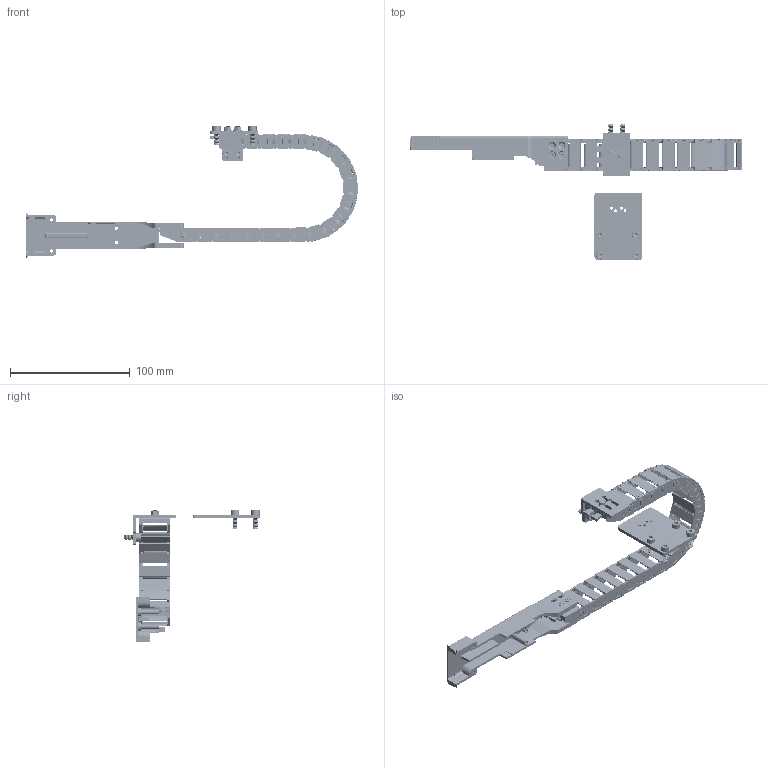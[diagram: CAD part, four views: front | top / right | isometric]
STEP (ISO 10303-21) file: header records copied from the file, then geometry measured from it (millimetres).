
FILE_DESCRIPTION (( 'STEP AP214' ), '1' );
FILE_NAME ('0186-2437_250305_GM51-23-TC-26x12.5.STEP', '2025-03-05T14:09:24', ( '' ), ( '' ), 'SwSTEP 2.0', 'SolidWorks 2024', '' );
FILE_SCHEMA (( 'AUTOMOTIVE_DESIGN' ));
Length unit declared in the file: millimetre
Products named in the file (14): 0160-4760_GM51k-23_SDR-TCS; 0230-0125_M3_3.2x7x0.5; 0230-0180_Zyl.-Schr_I-6kt_M4x12_8.8_v-b; 0230-0463_Lins.-Schr_I-6rd_M3x8_8.8_v-b; 0186-2437_250305_GM51-23-TC-26x12.5; 0230-0040_Zyl.-Schr_I-6kt_M4x10_8.8_v-b; 0230-0980_M3-6K-Mutter-Typ1; 0160-4743_MA!MI-MONO0130.20.28; 0160-4783_TC-26x12.5-35_GM50-23_Winkel Hub=95 Pos=Mitte; Rotativ; DM03-37; 0180-3256_Z01k-TCW-GM50; 0160-4744_KG-MONO0130.20.28; 0160-4742_FA!FI-MONO0130.20.28; 0230-1210_Senk.-Schr_I-6rd_M3x8_8.8_v-b; 0180-3374_Z01k-TCP-GM50-DM03-23
Assembly tree (44 placements, depth 3):
  0186-2437_250305_GM51-23-TC-26x12.5
    0160-4760_GM51k-23_SDR-TCS
    0160-4742_FA!FI-MONO0130.20.28
    0230-0980_M3-6K-Mutter-Typ1  x4
    0230-1210_Senk.-Schr_I-6rd_M3x8_8.8_v-b  x2
    0180-3256_Z01k-TCW-GM50
    0160-4783_TC-26x12.5-35_GM50-23_Winkel Hub=95 Pos=Mitte; Rotativ; DM03-37
      0160-4743_MA!MI-MONO0130.20.28
      0160-4744_KG-MONO0130.20.28  x21
      0160-4742_FA!FI-MONO0130.20.28
    0230-0040_Zyl.-Schr_I-6kt_M4x10_8.8_v-b  x2
    0180-3374_Z01k-TCP-GM50-DM03-23
    0230-0463_Lins.-Schr_I-6rd_M3x8_8.8_v-b  x2
    0230-0180_Zyl.-Schr_I-6kt_M4x12_8.8_v-b  x4
    0230-0125_M3_3.2x7x0.5  x2
Bounding box: 277.5 x 113 x 110.5 mm (x, y, z)
Volume: 60409.7 mm3; surface area: 82083.6 mm2
Topology: 64 solids, 64 shells, 4922 faces, 13572 edges, 8807 vertices
Faces by surface type: plane 3016, cylinder 1270, cone 464, bspline 152, torus 19, sphere 1
Full cylindrical faces by diameter (mm): 2.5 x24, 2.7 x4, 3 x30, 3.2 x8, 3.6 x8, 4 x84, 4.3 x2, 4.5 x50, 4.55 x44, 5.5 x2, 6 x4, 7 x8
Entity records: 36148 total; most frequent: CARTESIAN_POINT 10026, ORIENTED_EDGE 4856, DIRECTION 4639, EDGE_CURVE 2428, VERTEX_POINT 1648, AXIS2_PLACEMENT_3D 1634, VECTOR 1371, LINE 1371
